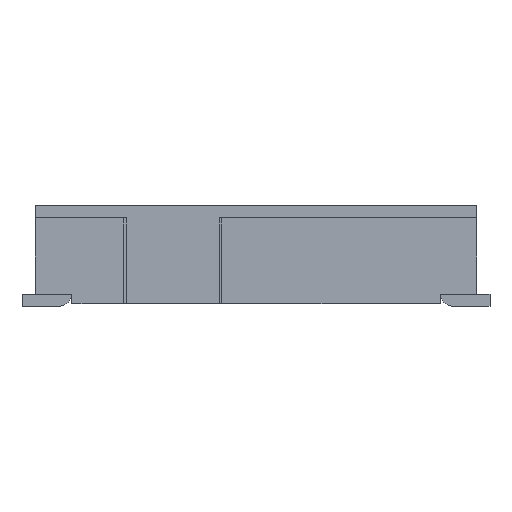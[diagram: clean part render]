
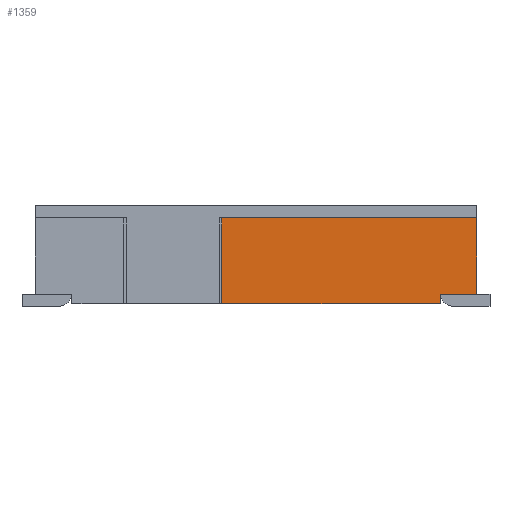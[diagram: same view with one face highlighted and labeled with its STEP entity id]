
A CAD part, left-side view. The second image highlights one B-rep face of the part: STEP entity #1359.
In plain terms, the highlighted planar face has unit normal (-1, 0, 0).
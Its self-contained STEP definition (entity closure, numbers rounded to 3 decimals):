
#1359=ADVANCED_FACE('',(#3568),#3569,.F.);
#3568=FACE_OUTER_BOUND('',#5265,.T.);
#3569=PLANE('',#5266);
#5265=EDGE_LOOP('',(#9060,#9061,#9062,#9063,#9064,#9065));
#5266=AXIS2_PLACEMENT_3D('',#9066,#9067,#9068);
#9060=ORIENTED_EDGE('',*,*,#14618,.F.);
#9061=ORIENTED_EDGE('',*,*,#14710,.T.);
#9062=ORIENTED_EDGE('',*,*,#14636,.T.);
#9063=ORIENTED_EDGE('',*,*,#14690,.T.);
#9064=ORIENTED_EDGE('',*,*,#14704,.F.);
#9065=ORIENTED_EDGE('',*,*,#14706,.F.);
#9066=CARTESIAN_POINT('',(-8.32,4.495,1.75));
#9067=DIRECTION('',(1.0,0.0,0.0));
#9068=DIRECTION('',(0.0,1.0,0.0));
#14618=EDGE_CURVE('',#17279,#17281,#17282,.T.);
#14636=EDGE_CURVE('',#17311,#17309,#17312,.T.);
#14690=EDGE_CURVE('',#17309,#17396,#17398,.T.);
#14704=EDGE_CURVE('',#17416,#17396,#17418,.T.);
#14706=EDGE_CURVE('',#17281,#17416,#17420,.T.);
#14710=EDGE_CURVE('',#17279,#17311,#17424,.T.);
#17279=VERTEX_POINT('',#20957);
#17281=VERTEX_POINT('',#20960);
#17282=LINE('',#20961,#20962);
#17309=VERTEX_POINT('',#21005);
#17311=VERTEX_POINT('',#21008);
#17312=LINE('',#21009,#21010);
#17396=VERTEX_POINT('',#21146);
#17398=LINE('',#21149,#21150);
#17416=VERTEX_POINT('',#21180);
#17418=LINE('',#21183,#21184);
#17420=LINE('',#21187,#21188);
#17424=LINE('',#21195,#21196);
#20957=CARTESIAN_POINT('',(-8.32,0.695,0.0));
#20960=CARTESIAN_POINT('',(-8.32,0.695,1.75));
#20961=CARTESIAN_POINT('',(-8.32,0.695,1.75));
#20962=VECTOR('',#24222,1000.0);
#21005=CARTESIAN_POINT('',(-8.32,-3.75,0.2));
#21008=CARTESIAN_POINT('',(-8.32,-3.75,0.0));
#21009=CARTESIAN_POINT('',(-8.32,-3.75,1.75));
#21010=VECTOR('',#24240,1000.0);
#21146=CARTESIAN_POINT('',(-8.32,-4.495,0.2));
#21149=CARTESIAN_POINT('',(-8.32,4.495,0.2));
#21150=VECTOR('',#24294,1000.0);
#21180=CARTESIAN_POINT('',(-8.32,-4.495,1.75));
#21183=CARTESIAN_POINT('',(-8.32,-4.495,1.75));
#21184=VECTOR('',#24308,1000.0);
#21187=CARTESIAN_POINT('',(-8.32,4.495,1.75));
#21188=VECTOR('',#24310,1000.0);
#21195=CARTESIAN_POINT('',(-8.32,4.495,0.0));
#21196=VECTOR('',#24314,1000.0);
#24222=DIRECTION('',(0.0,0.0,1.0));
#24240=DIRECTION('',(0.0,0.0,1.0));
#24294=DIRECTION('',(0.0,-1.0,0.));
#24308=DIRECTION('',(0.0,0.0,-1.0));
#24310=DIRECTION('',(0.0,-1.0,0.0));
#24314=DIRECTION('',(0.0,-1.0,0.0));
